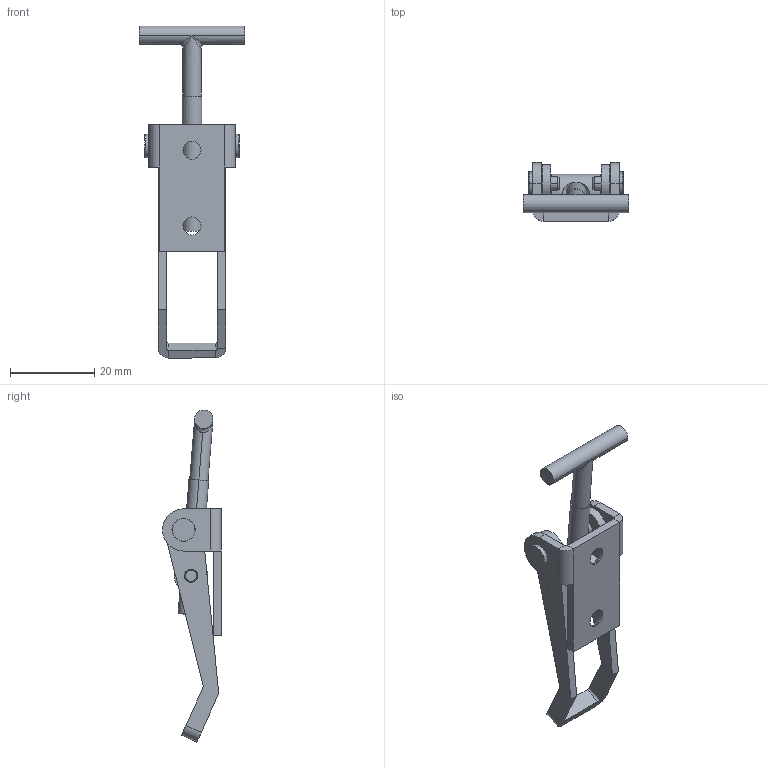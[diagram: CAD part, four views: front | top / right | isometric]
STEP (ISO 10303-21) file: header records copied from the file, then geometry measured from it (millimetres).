
FILE_DESCRIPTION (( 'STEP AP214' ), '1' );
FILE_NAME ('540203.STEP', '2016-11-17T07:38:39', ( '' ), ( '' ), 'SwSTEP 2.0', 'SolidWorks 2015', '' );
FILE_SCHEMA (( 'AUTOMOTIVE_DESIGN' ));
Length unit declared in the file: millimetre
Products named in the file (6): 720951 - T-skruv 701 FZB; 701 - Mid Cylinder; 701 - Ansatsnit; 701 - Bygel; 701 - SC; 540203
Assembly tree (6 placements, depth 2):
  540203
    701 - SC
    701 - Bygel
    701 - Ansatsnit  x2
    701 - Mid Cylinder
    720951 - T-skruv 701 FZB
Bounding box: 25 x 14 x 78.82 mm (x, y, z)
Volume: 4380.1 mm3; surface area: 5362.9 mm2
Topology: 6 solids, 6 shells, 129 faces, 282 edges, 168 vertices
Faces by surface type: cylinder 56, plane 51, cone 16, torus 4, bspline 2
Entity records: 3674 total; most frequent: CARTESIAN_POINT 818, DIRECTION 596, ORIENTED_EDGE 504, EDGE_CURVE 252, AXIS2_PLACEMENT_3D 232, VERTEX_POINT 152, EDGE_LOOP 138, LINE 132
